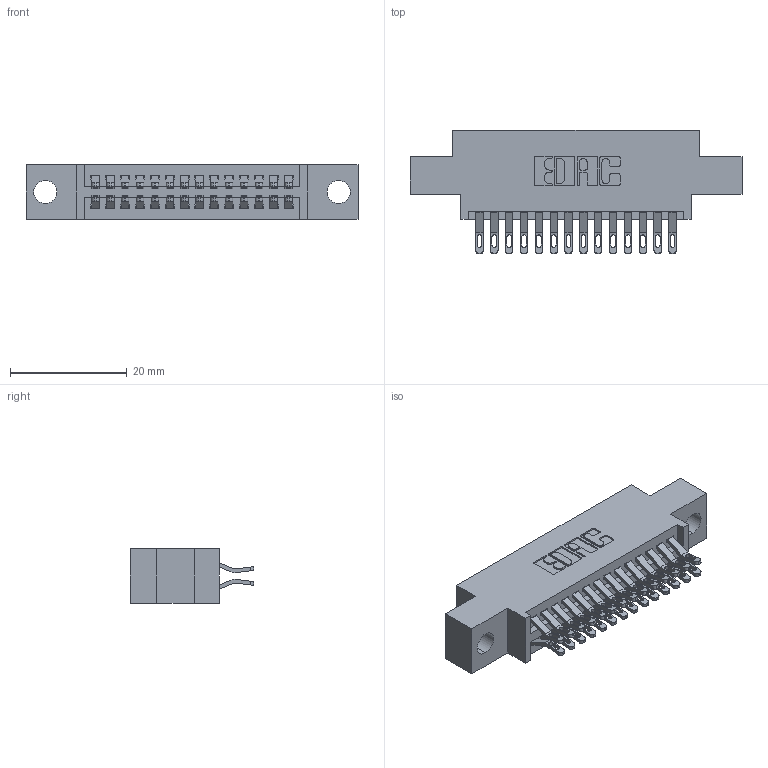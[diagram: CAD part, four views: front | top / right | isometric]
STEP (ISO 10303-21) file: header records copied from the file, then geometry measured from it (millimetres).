
FILE_DESCRIPTION (( 'STEP AP203' ), '1' );
FILE_NAME ('345-028-555-804.STEP', '2021-05-19T23:09:04', ( '' ), ( '' ), 'SwSTEP 2.0', 'SolidWorks 2020', '' );
FILE_SCHEMA (( 'CONFIG_CONTROL_DESIGN' ));
Length unit declared in the file: inch
Products named in the file (3): 345 Part_0.170 Offset - 0.156 Dia-TI; 345-028-555-804; 345-292-001_555 Tail
Assembly tree (29 placements, depth 2):
  345-028-555-804
    345 Part_0.170 Offset - 0.156 Dia-TI
    345-292-001_555 Tail  x28
Bounding box: 56.77 x 21.13 x 9.4 mm (x, y, z)
Volume: 5116.6 mm3; surface area: 7298.4 mm2
Topology: 29 solids, 29 shells, 1712 faces, 5345 edges, 3562 vertices
Faces by surface type: plane 966, cylinder 746
Entity records: 15631 total; most frequent: CARTESIAN_POINT 2688, ORIENTED_EDGE 2590, DIRECTION 2371, EDGE_CURVE 1295, VECTOR 1087, LINE 1087, VERTEX_POINT 862, AXIS2_PLACEMENT_3D 642
